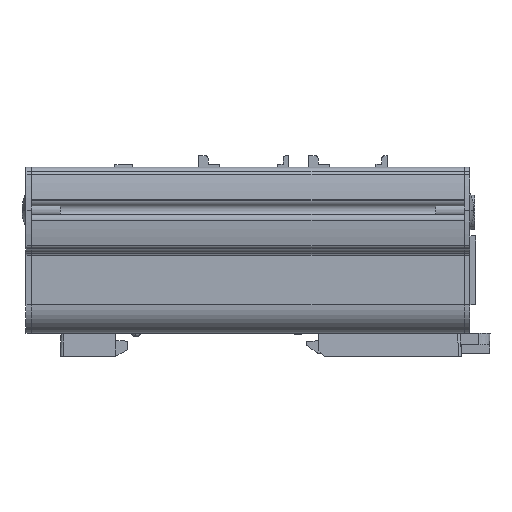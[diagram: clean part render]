
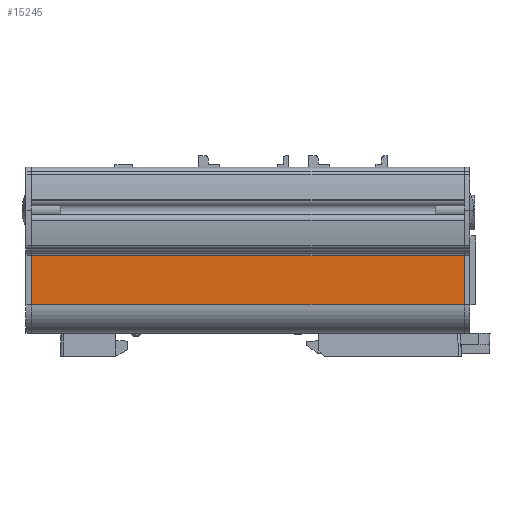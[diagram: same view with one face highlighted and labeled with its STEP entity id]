
A CAD part, left-side view. The second image highlights one B-rep face of the part: STEP entity #15245.
In plain terms, the highlighted planar face has unit normal (-1, 0, 0).
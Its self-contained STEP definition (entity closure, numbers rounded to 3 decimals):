
#1615 = CARTESIAN_POINT ( 'NONE',  ( -34.5, -43.3, -7.933 ) ) ;
#2490 = ORIENTED_EDGE ( 'NONE', *, *, #8674, .F. ) ;
#3044 = VERTEX_POINT ( 'NONE', #10547 ) ;
#3269 = EDGE_CURVE ( 'NONE', #3044, #10672, #10429, .T. ) ;
#5306 = CARTESIAN_POINT ( 'NONE',  ( -34.5, 32.2, -16.5 ) ) ;
#5503 = DIRECTION ( 'NONE',  ( 0., 1., 0. ) ) ;
#5525 = DIRECTION ( 'NONE',  ( 1., 0., 0. ) ) ;
#5550 = CARTESIAN_POINT ( 'NONE',  ( -34.5, -43.3, -16.5 ) ) ;
#5573 = PLANE ( 'NONE',  #10212 ) ;
#5613 = FACE_OUTER_BOUND ( 'NONE', #17449, .T. ) ;
#5909 = EDGE_CURVE ( 'NONE', #10672, #6059, #7066, .T. ) ;
#6059 = VERTEX_POINT ( 'NONE', #5306 ) ;
#7022 = DIRECTION ( 'NONE',  ( 0., 0., -1. ) ) ;
#7025 = CARTESIAN_POINT ( 'NONE',  ( -34.5, 32.2, -16.5 ) ) ;
#7066 = LINE ( 'NONE', #7025, #18260 ) ;
#7215 = DIRECTION ( 'NONE',  ( 0., 1., 0. ) ) ;
#7231 = CARTESIAN_POINT ( 'NONE',  ( -34.5, -43.3, -16.5 ) ) ;
#7236 = LINE ( 'NONE', #7231, #9759 ) ;
#7456 = VECTOR ( 'NONE', #17753, 1000. ) ;
#7829 = DIRECTION ( 'NONE',  ( 0., 1., 0. ) ) ;
#8674 = EDGE_CURVE ( 'NONE', #18391, #6059, #7236, .T. ) ;
#9274 = CARTESIAN_POINT ( 'NONE',  ( -34.5, 32.2, -7.933 ) ) ;
#9345 = VECTOR ( 'NONE', #7829, 1000. ) ;
#9731 = ORIENTED_EDGE ( 'NONE', *, *, #3269, .T. ) ;
#9759 = VECTOR ( 'NONE', #7215, 1000. ) ;
#10212 = AXIS2_PLACEMENT_3D ( 'NONE', #5550, #5525, #5503 ) ;
#10429 = LINE ( 'NONE', #1615, #9345 ) ;
#10547 = CARTESIAN_POINT ( 'NONE',  ( -34.5, -43.3, -7.933 ) ) ;
#10646 = ORIENTED_EDGE ( 'NONE', *, *, #11605, .F. ) ;
#10672 = VERTEX_POINT ( 'NONE', #9274 ) ;
#11605 = EDGE_CURVE ( 'NONE', #3044, #18391, #17778, .T. ) ;
#14756 = CARTESIAN_POINT ( 'NONE',  ( -34.5, -43.3, -16.5 ) ) ;
#15245 = ADVANCED_FACE ( 'NONE', ( #5613 ), #5573, .F. ) ;
#15408 = ORIENTED_EDGE ( 'NONE', *, *, #5909, .T. ) ;
#17449 = EDGE_LOOP ( 'NONE', ( #15408, #2490, #10646, #9731 ) ) ;
#17753 = DIRECTION ( 'NONE',  ( 0., 0., -1. ) ) ;
#17771 = CARTESIAN_POINT ( 'NONE',  ( -34.5, -43.3, -16.5 ) ) ;
#17778 = LINE ( 'NONE', #17771, #7456 ) ;
#18260 = VECTOR ( 'NONE', #7022, 1000. ) ;
#18391 = VERTEX_POINT ( 'NONE', #14756 ) ;
